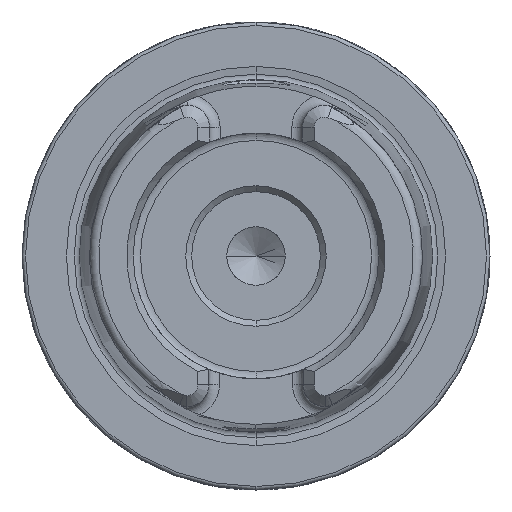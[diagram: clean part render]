
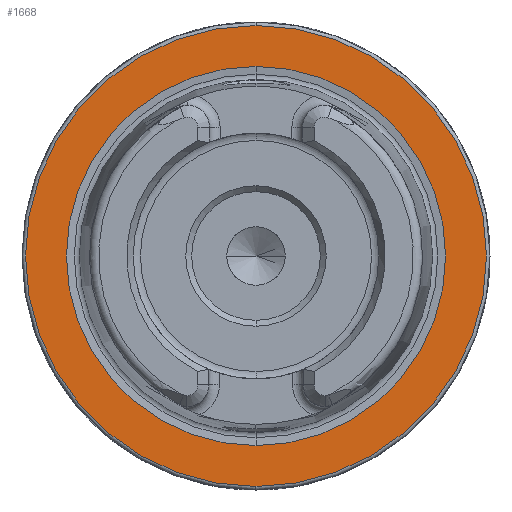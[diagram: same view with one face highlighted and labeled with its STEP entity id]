
A CAD part, left-side view. The second image highlights one B-rep face of the part: STEP entity #1668.
In plain terms, the highlighted planar face has unit normal (-1, 0, 0).
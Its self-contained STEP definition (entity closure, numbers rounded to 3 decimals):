
#398 = FACE_OUTER_BOUND ( 'NONE', #3956, .T. ) ;
#400 = FACE_BOUND ( 'NONE', #3967, .T. ) ;
#1570 = CARTESIAN_POINT ( 'NONE',  ( 0., 19.7, 0. ) ) ;
#1578 = PLANE ( 'NONE',  #2689 ) ;
#1580 = DIRECTION ( 'NONE',  ( 1., 0., 0. ) ) ;
#1581 = DIRECTION ( 'NONE',  ( 0., 0., -1. ) ) ;
#1668 = ADVANCED_FACE ( 'NONE', ( #400, #398 ), #1578, .F. ) ;
#2308 = CIRCLE ( 'NONE', #6639, 19.7 ) ;
#2417 = CIRCLE ( 'NONE', #6716, 16.207 ) ;
#2689 = AXIS2_PLACEMENT_3D ( 'NONE', #1570, #1580, #1581 ) ;
#3011 = VERTEX_POINT ( 'NONE', #8380 ) ;
#3057 = VERTEX_POINT ( 'NONE', #6382 ) ;
#3956 = EDGE_LOOP ( 'NONE', ( #10058, #10059 ) ) ;
#3967 = EDGE_LOOP ( 'NONE', ( #10056, #10057 ) ) ;
#4683 = CARTESIAN_POINT ( 'NONE',  ( 0., 0., 0. ) ) ;
#4684 = DIRECTION ( 'NONE',  ( -1., 0., 0. ) ) ;
#4685 = DIRECTION ( 'NONE',  ( 0., 0., 1. ) ) ;
#5040 = CARTESIAN_POINT ( 'NONE',  ( 0., 0., 0. ) ) ;
#5041 = DIRECTION ( 'NONE',  ( -1., 0., 0. ) ) ;
#5042 = DIRECTION ( 'NONE',  ( 0., 0., 1. ) ) ;
#5428 = CARTESIAN_POINT ( 'NONE',  ( 0., 0., -19.7 ) ) ;
#5437 = CARTESIAN_POINT ( 'NONE',  ( 0., 0., 19.7 ) ) ;
#6382 = CARTESIAN_POINT ( 'NONE',  ( 0., 0., -16.207 ) ) ;
#6639 = AXIS2_PLACEMENT_3D ( 'NONE', #4683, #4684, #4685 ) ;
#6716 = AXIS2_PLACEMENT_3D ( 'NONE', #5040, #5041, #5042 ) ;
#6738 = VERTEX_POINT ( 'NONE', #5428 ) ;
#6747 = VERTEX_POINT ( 'NONE', #5437 ) ;
#8185 = EDGE_CURVE ( 'NONE', #6747, #6738, #2308, .T. ) ;
#8380 = CARTESIAN_POINT ( 'NONE',  ( 0., 0., 16.207 ) ) ;
#8401 = AXIS2_PLACEMENT_3D ( 'NONE', #10723, #10724, #10725 ) ;
#8402 = AXIS2_PLACEMENT_3D ( 'NONE', #10726, #10727, #10728 ) ;
#8951 = CIRCLE ( 'NONE', #8401, 19.7 ) ;
#8952 = CIRCLE ( 'NONE', #8402, 16.207 ) ;
#9248 = EDGE_CURVE ( 'NONE', #3057, #3011, #2417, .T. ) ;
#9277 = EDGE_CURVE ( 'NONE', #6738, #6747, #8951, .T. ) ;
#9278 = EDGE_CURVE ( 'NONE', #3011, #3057, #8952, .T. ) ;
#10056 = ORIENTED_EDGE ( 'NONE', *, *, #9278, .F. ) ;
#10057 = ORIENTED_EDGE ( 'NONE', *, *, #9248, .F. ) ;
#10058 = ORIENTED_EDGE ( 'NONE', *, *, #8185, .T. ) ;
#10059 = ORIENTED_EDGE ( 'NONE', *, *, #9277, .T. ) ;
#10723 = CARTESIAN_POINT ( 'NONE',  ( 0., 0., 0. ) ) ;
#10724 = DIRECTION ( 'NONE',  ( -1., 0., 0. ) ) ;
#10725 = DIRECTION ( 'NONE',  ( 0., 0., 1. ) ) ;
#10726 = CARTESIAN_POINT ( 'NONE',  ( 0., 0., 0. ) ) ;
#10727 = DIRECTION ( 'NONE',  ( -1., 0., 0. ) ) ;
#10728 = DIRECTION ( 'NONE',  ( 0., 0., 1. ) ) ;
